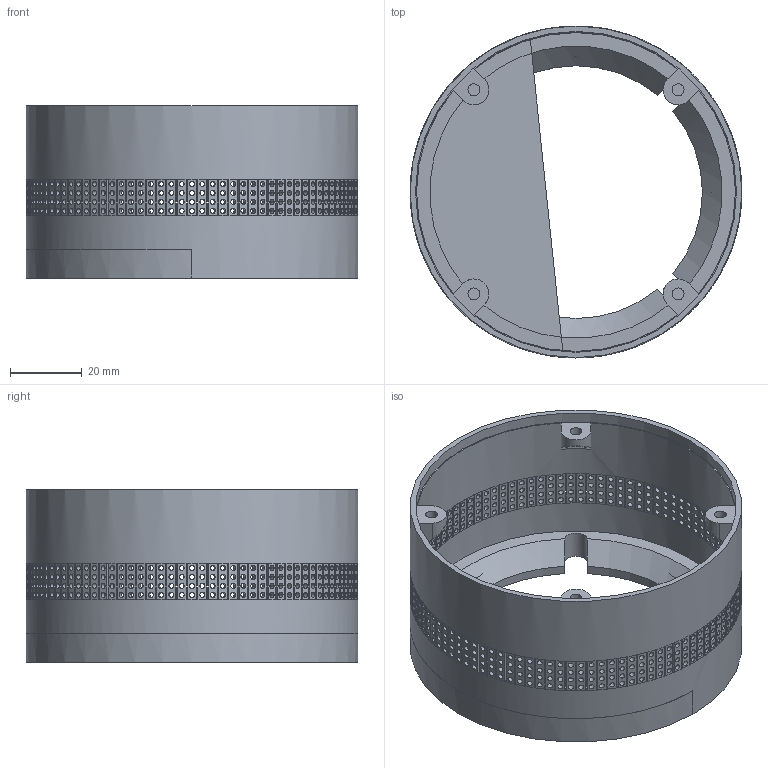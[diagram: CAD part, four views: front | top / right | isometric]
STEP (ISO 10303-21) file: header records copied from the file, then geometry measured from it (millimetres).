
FILE_DESCRIPTION(/* description */ ('','CAx-IF Rec.Pracs.---Representation and Presentation of Product Manufacturing Information (PMI)---4.0---2014-10-13'),/* implementation_level */ '2;1');
FILE_NAME(/* name */ 'chamber body - holes.step',/* time_stamp */ '2025-02-26T06:56:03-05:00',/* author */ (''),/* organization */ (''),/* preprocessor_version */ 'ST-DEVELOPER v20',/* originating_system */ 'Autodesk Translation Framework v13.20.0.188',/* authorisation */ '');
FILE_SCHEMA (('AP242_MANAGED_MODEL_BASED_3D_ENGINEERING_MIM_LF { 1 0 10303 442 1 1 4 }'));
Length unit declared in the file: millimetre
Products named in the file (1): (Unsaved)
Bounding box: 92.5 x 92.5 x 48 mm (x, y, z)
Volume: 37107.7 mm3; surface area: 38399.1 mm2
Topology: 17 solids, 17 shells, 1591 faces, 4879 edges, 3132 vertices
Faces by surface type: plane 1105, cylinder 462, cone 24
Full cylindrical faces by diameter (mm): 1.4 x400, 3.35 x4, 4.7 x4, 88.95 x2, 89.5 x1, 92.5 x2
Entity records: 56993 total; most frequent: CARTESIAN_POINT 10260, ORIENTED_EDGE 9780, DIRECTION 9648, EDGE_CURVE 4890, AXIS2_PLACEMENT_3D 3290, VERTEX_POINT 3143, LINE 3068, VECTOR 3068
